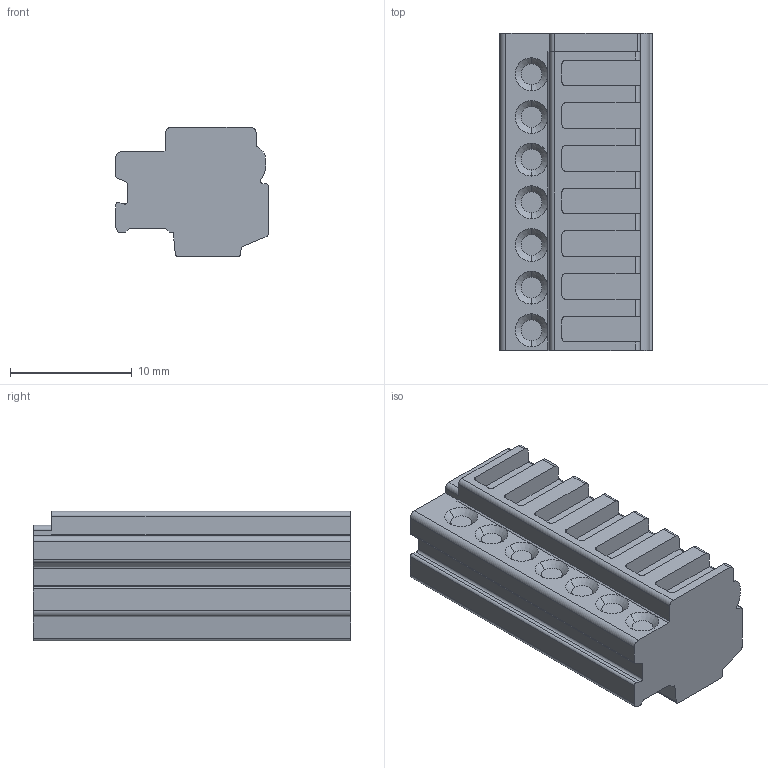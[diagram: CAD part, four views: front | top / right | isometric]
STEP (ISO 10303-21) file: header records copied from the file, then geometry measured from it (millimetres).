
FILE_DESCRIPTION((''),'2;1');
FILE_NAME('RRGG','2024-10-15T11:05:05',('tluser'),(''),'CREO PARAMETRIC BY PTC INC, 2018100','CREO PARAMETRIC BY PTC INC, 2018100','');
FILE_SCHEMA(('CONFIG_CONTROL_DESIGN'));
Length unit declared in the file: millimetre
Products named in the file (1): RRGG
Bounding box: 12.5 x 26 x 10.6 mm (x, y, z)
Volume: 2543.2 mm3; surface area: 1612.3 mm2
Topology: 1 solids, 1 shells, 252 faces, 673 edges, 444 vertices
Faces by surface type: plane 140, cylinder 84, cone 28
Entity records: 8045 total; most frequent: CARTESIAN_POINT 1515, DIRECTION 1387, ORIENTED_EDGE 1346, EDGE_CURVE 673, AXIS2_PLACEMENT_3D 476, VERTEX_POINT 444, VECTOR 435, LINE 435
